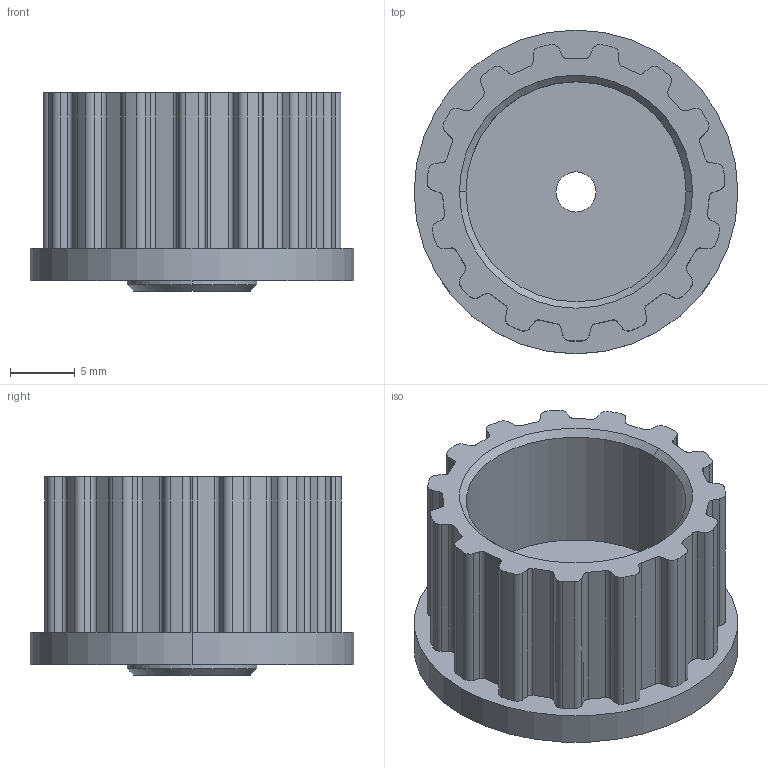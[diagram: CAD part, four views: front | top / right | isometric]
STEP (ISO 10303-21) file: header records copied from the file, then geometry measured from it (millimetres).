
FILE_DESCRIPTION (( 'STEP AP214' ), '1' );
FILE_NAME ('Shoulder_pitch_servo_pulley_v3.STEP', '2017-10-25T05:46:46', ( '' ), ( '' ), 'SwSTEP 2.0', 'SolidWorks 2017', '' );
FILE_SCHEMA (( 'AUTOMOTIVE_DESIGN' ));
Length unit declared in the file: millimetre
Products named in the file (2): Shoulder_pitch_servo_pulley_v3
Bounding box: 25 x 25 x 15.3 mm (x, y, z)
Volume: 3233.4 mm3; surface area: 2905.8 mm2
Topology: 1 solids, 1 shells, 242 faces, 702 edges, 465 vertices
Faces by surface type: cylinder 122, plane 113, cone 7
Entity records: 8915 total; most frequent: CARTESIAN_POINT 2704, ORIENTED_EDGE 1404, DIRECTION 1166, EDGE_CURVE 702, VERTEX_POINT 465, AXIS2_PLACEMENT_3D 419, LINE 328, VECTOR 328
